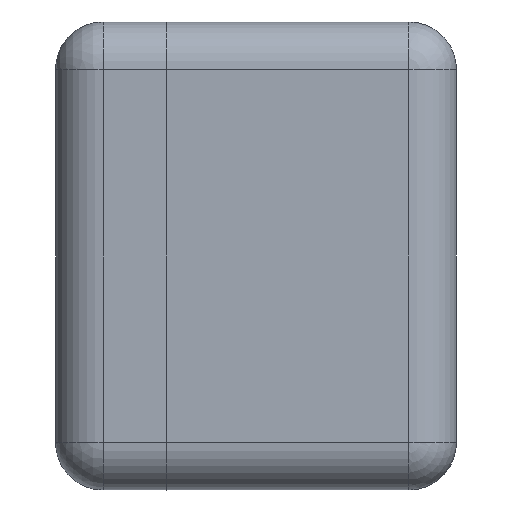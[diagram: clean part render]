
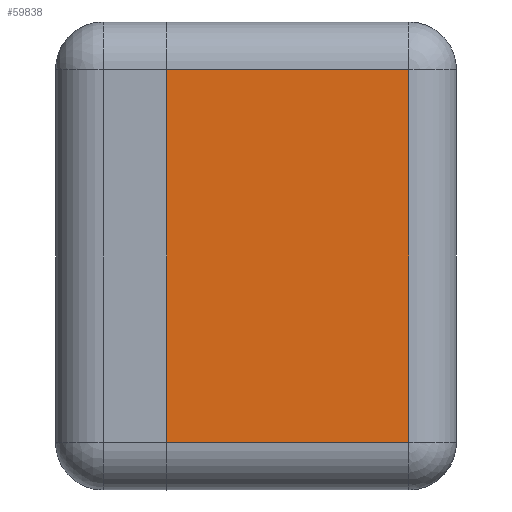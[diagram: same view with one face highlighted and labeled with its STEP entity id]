
A CAD part, left-side view. The second image highlights one B-rep face of the part: STEP entity #59838.
In plain terms, the highlighted planar face has unit normal (-1, 0, 0).
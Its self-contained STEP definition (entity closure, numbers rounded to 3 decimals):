
#1043 = AXIS2_PLACEMENT_3D ( 'NONE', #58469, #24569, #64500 ) ;
#2032 = ORIENTED_EDGE ( 'NONE', *, *, #31384, .F. ) ;
#2887 = LINE ( 'NONE', #25818, #11309 ) ;
#3375 = EDGE_LOOP ( 'NONE', ( #2032, #25125, #58751, #17545 ) ) ;
#11309 = VECTOR ( 'NONE', #43120, 1000. ) ;
#11712 = VECTOR ( 'NONE', #19294, 1000. ) ;
#13580 = CARTESIAN_POINT ( 'NONE',  ( -696.272, 240.672, -392.901 ) ) ;
#14272 = VERTEX_POINT ( 'NONE', #15998 ) ;
#15998 = CARTESIAN_POINT ( 'NONE',  ( -696.272, 240.672, -312.901 ) ) ;
#17545 = ORIENTED_EDGE ( 'NONE', *, *, #35385, .T. ) ;
#19214 = DIRECTION ( 'NONE',  ( 0., 0., 1. ) ) ;
#19294 = DIRECTION ( 'NONE',  ( 0., 0., 1. ) ) ;
#24569 = DIRECTION ( 'NONE',  ( -1., 0., 0. ) ) ;
#25125 = ORIENTED_EDGE ( 'NONE', *, *, #43839, .T. ) ;
#25818 = CARTESIAN_POINT ( 'NONE',  ( -696.272, 230.672, -312.901 ) ) ;
#31077 = EDGE_CURVE ( 'NONE', #40105, #71554, #54279, .T. ) ;
#31384 = EDGE_CURVE ( 'NONE', #14272, #32112, #69654, .T. ) ;
#32112 = VERTEX_POINT ( 'NONE', #36108 ) ;
#35385 = EDGE_CURVE ( 'NONE', #71554, #32112, #70270, .T. ) ;
#35452 = FACE_OUTER_BOUND ( 'NONE', #3375, .T. ) ;
#36108 = CARTESIAN_POINT ( 'NONE',  ( -696.272, 240.672, 312.901 ) ) ;
#40105 = VERTEX_POINT ( 'NONE', #44308 ) ;
#43120 = DIRECTION ( 'NONE',  ( 0., -1., 0. ) ) ;
#43839 = EDGE_CURVE ( 'NONE', #14272, #40105, #2887, .T. ) ;
#44308 = CARTESIAN_POINT ( 'NONE',  ( -696.272, -166.167, -312.901 ) ) ;
#53928 = PLANE ( 'NONE',  #1043 ) ;
#54279 = LINE ( 'NONE', #70862, #11712 ) ;
#56195 = VECTOR ( 'NONE', #19214, 1000. ) ;
#58469 = CARTESIAN_POINT ( 'NONE',  ( -696.272, 230.672, -392.901 ) ) ;
#58736 = CARTESIAN_POINT ( 'NONE',  ( -696.272, -166.167, 312.901 ) ) ;
#58751 = ORIENTED_EDGE ( 'NONE', *, *, #31077, .T. ) ;
#59838 = ADVANCED_FACE ( 'NONE', ( #35452 ), #53928, .T. ) ;
#63912 = CARTESIAN_POINT ( 'NONE',  ( -696.272, 230.672, 312.901 ) ) ;
#64500 = DIRECTION ( 'NONE',  ( 0., 0., 1. ) ) ;
#69539 = DIRECTION ( 'NONE',  ( 0., 1., 0. ) ) ;
#69654 = LINE ( 'NONE', #13580, #56195 ) ;
#70270 = LINE ( 'NONE', #63912, #74326 ) ;
#70862 = CARTESIAN_POINT ( 'NONE',  ( -696.272, -166.167, -392.901 ) ) ;
#71554 = VERTEX_POINT ( 'NONE', #58736 ) ;
#74326 = VECTOR ( 'NONE', #69539, 1000. ) ;
